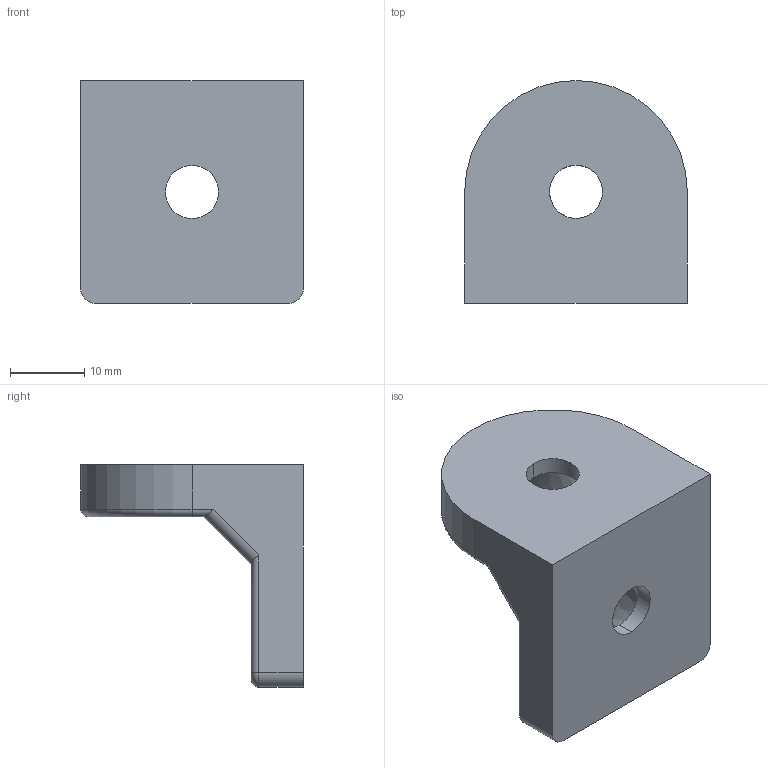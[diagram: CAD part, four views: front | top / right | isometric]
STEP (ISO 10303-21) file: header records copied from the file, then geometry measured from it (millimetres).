
FILE_DESCRIPTION (( 'STEP AP214' ), '1' );
FILE_NAME ('Ñáîðêà2.STEP', '2024-02-14T12:46:44', ( '' ), ( '' ), 'SwSTEP 2.0', 'SolidWorks 2022', '' );
FILE_SCHEMA (( 'AUTOMOTIVE_DESIGN' ));
Length unit declared in the file: millimetre
Products named in the file (1): Сборка2
Bounding box: 30 x 30 x 30 mm (x, y, z)
Volume: 9622.2 mm3; surface area: 4143 mm2
Topology: 1 solids, 1 shells, 34 faces, 85 edges, 53 vertices
Faces by surface type: cylinder 17, plane 9, cone 4, torus 4
Entity records: 1568 total; most frequent: CARTESIAN_POINT 369, ORIENTED_EDGE 170, DIRECTION 158, EDGE_CURVE 85, AXIS2_PLACEMENT_3D 58, VERTEX_POINT 53, LINE 42, VECTOR 42
